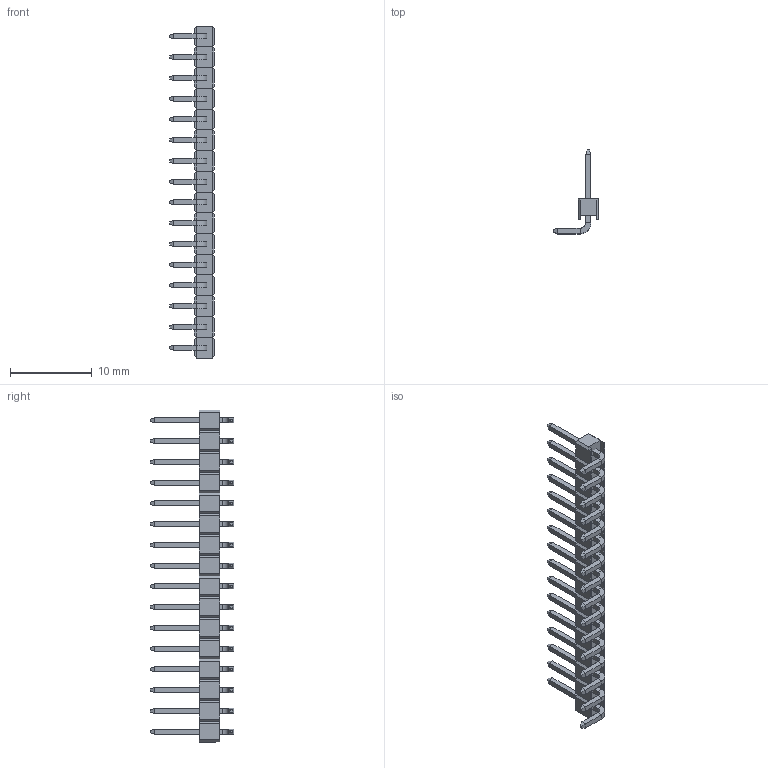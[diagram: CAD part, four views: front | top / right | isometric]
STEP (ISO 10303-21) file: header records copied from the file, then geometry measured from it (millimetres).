
FILE_DESCRIPTION (( 'STEP AP214' ), '1' );
FILE_NAME ('PLS-16-1-2.54mm.STEP', '2021-07-13T13:58:10', ( '' ), ( '' ), 'SwSTEP 2.0', 'SolidWorks 2020', '' );
FILE_SCHEMA (( 'AUTOMOTIVE_DESIGN' ));
Length unit declared in the file: millimetre
Products named in the file (3): base; p_t1; PLS-16-1-2.54mm
Assembly tree (32 placements, depth 2):
  PLS-16-1-2.54mm
    base  x16
    p_t1  x16
Bounding box: 5.5 x 10.22 x 40.64 mm (x, y, z)
Volume: 294.5 mm3; surface area: 1140.4 mm2
Topology: 32 solids, 32 shells, 640 faces, 1408 edges, 832 vertices
Faces by surface type: plane 608, cylinder 32
Entity records: 1406 total; most frequent: DIRECTION 242, CARTESIAN_POINT 215, ORIENTED_EDGE 176, EDGE_CURVE 88, VECTOR 84, LINE 84, AXIS2_PLACEMENT_3D 79, VERTEX_POINT 52
